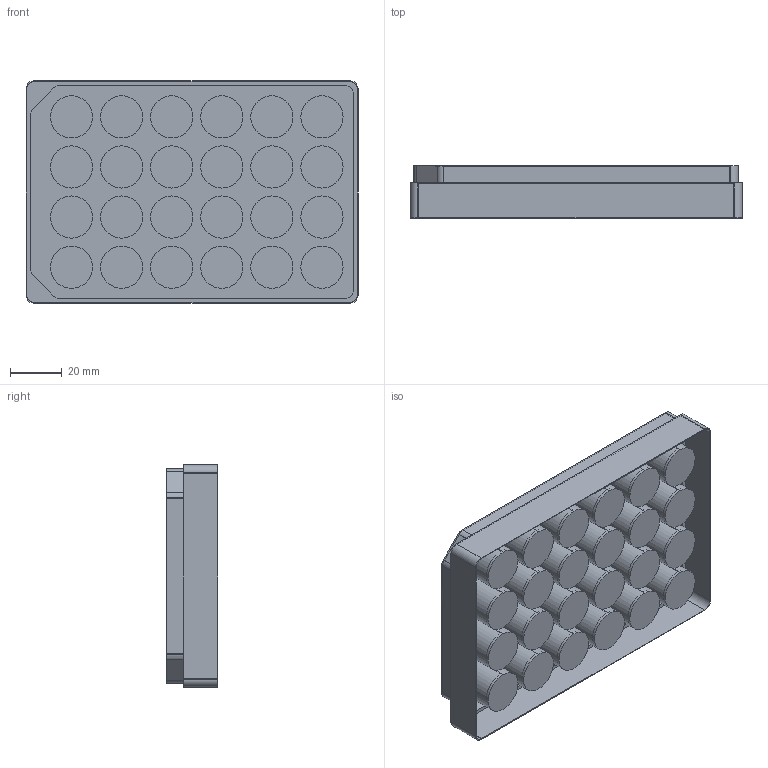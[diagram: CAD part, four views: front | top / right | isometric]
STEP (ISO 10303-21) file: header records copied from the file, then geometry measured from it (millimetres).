
FILE_DESCRIPTION (( 'STEP AP214' ), '1' );
FILE_NAME ('24wellplate_base_ap214.STEP', '2015-05-26T17:21:09', ( 'SUSHISERVIE' ), ( '' ), 'SwSTEP 2.0', 'SolidWorks 2012', '' );
FILE_SCHEMA (( 'AUTOMOTIVE_DESIGN' ));
Length unit declared in the file: millimetre
Products named in the file (1): 24wellplate_base_ap214
Bounding box: 127.89 x 20.02 x 85.6 mm (x, y, z)
Volume: 17095.6 mm3; surface area: 78381.3 mm2
Topology: 1 solids, 1 shells, 189 faces, 408 edges, 272 vertices
Faces by surface type: cylinder 116, plane 73
Entity records: 5288 total; most frequent: DIRECTION 1020, CARTESIAN_POINT 870, ORIENTED_EDGE 816, AXIS2_PLACEMENT_3D 422, EDGE_CURVE 408, VERTEX_POINT 272, EDGE_LOOP 240, CIRCLE 232
